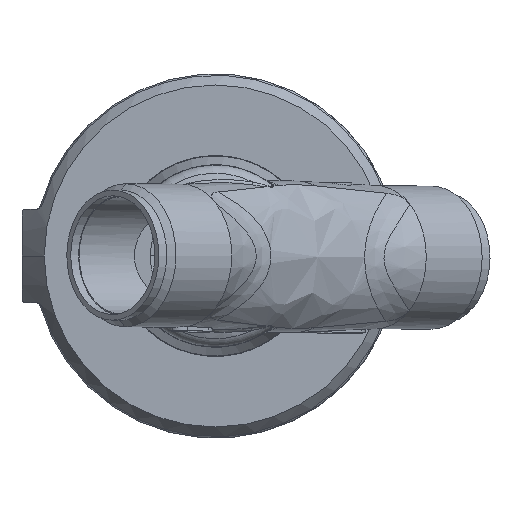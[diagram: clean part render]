
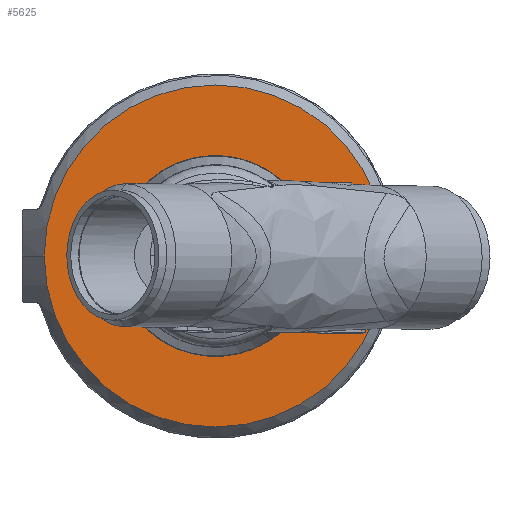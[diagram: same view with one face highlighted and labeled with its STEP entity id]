
A CAD part, front view. The second image highlights one B-rep face of the part: STEP entity #5625.
In plain terms, the highlighted planar face has unit normal (0, -1, 0).
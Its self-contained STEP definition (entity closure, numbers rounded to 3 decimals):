
#250 = ORIENTED_EDGE ( 'NONE', *, *, #18443, .F. ) ;
#851 = CARTESIAN_POINT ( 'NONE',  ( -13.44, -13.763, 0. ) ) ;
#911 = DIRECTION ( 'NONE',  ( 0., 0., -1. ) ) ;
#1184 = AXIS2_PLACEMENT_3D ( 'NONE', #14413, #3663, #5200 ) ;
#1759 = DIRECTION ( 'NONE',  ( 0., 0., -1. ) ) ;
#1854 = CARTESIAN_POINT ( 'NONE',  ( -38.332, -13.763, 0. ) ) ;
#2329 = AXIS2_PLACEMENT_3D ( 'NONE', #9368, #15635, #1759 ) ;
#2510 = DIRECTION ( 'NONE',  ( 0., -1., 0. ) ) ;
#2932 = ORIENTED_EDGE ( 'NONE', *, *, #7857, .T. ) ;
#3444 = CIRCLE ( 'NONE', #7146, 19.509 ) ;
#3663 = DIRECTION ( 'NONE',  ( 0., -1., 0. ) ) ;
#4130 = CARTESIAN_POINT ( 'NONE',  ( -13.44, -13.763, 0. ) ) ;
#5200 = DIRECTION ( 'NONE',  ( 0., 0., -1. ) ) ;
#5412 = DIRECTION ( 'NONE',  ( 0., 0., 1. ) ) ;
#5625 = ADVANCED_FACE ( 'NONE', ( #19441, #18703 ), #14699, .F. ) ;
#5772 = CARTESIAN_POINT ( 'NONE',  ( -13.44, -13.763, -46.009 ) ) ;
#6059 = CIRCLE ( 'NONE', #2329, 46.009 ) ;
#6520 = CARTESIAN_POINT ( 'NONE',  ( -13.44, -13.763, -19.509 ) ) ;
#6904 = DIRECTION ( 'NONE',  ( 0., -1., 0. ) ) ;
#7146 = AXIS2_PLACEMENT_3D ( 'NONE', #4130, #2510, #911 ) ;
#7696 = EDGE_LOOP ( 'NONE', ( #2932, #16499 ) ) ;
#7857 = EDGE_CURVE ( 'NONE', #14052, #13763, #19634, .T. ) ;
#8499 = ORIENTED_EDGE ( 'NONE', *, *, #10327, .F. ) ;
#8978 = CIRCLE ( 'NONE', #1184, 19.509 ) ;
#9079 = EDGE_LOOP ( 'NONE', ( #8499, #250 ) ) ;
#9154 = AXIS2_PLACEMENT_3D ( 'NONE', #1854, #14630, #5412 ) ;
#9365 = CARTESIAN_POINT ( 'NONE',  ( -13.44, -13.763, 19.509 ) ) ;
#9368 = CARTESIAN_POINT ( 'NONE',  ( -13.44, -13.763, 0. ) ) ;
#9437 = VERTEX_POINT ( 'NONE', #9365 ) ;
#10130 = CARTESIAN_POINT ( 'NONE',  ( -13.44, -13.763, 46.009 ) ) ;
#10327 = EDGE_CURVE ( 'NONE', #16804, #9437, #8978, .T. ) ;
#13421 = EDGE_CURVE ( 'NONE', #13763, #14052, #6059, .T. ) ;
#13522 = AXIS2_PLACEMENT_3D ( 'NONE', #851, #6904, #17678 ) ;
#13763 = VERTEX_POINT ( 'NONE', #5772 ) ;
#14052 = VERTEX_POINT ( 'NONE', #10130 ) ;
#14413 = CARTESIAN_POINT ( 'NONE',  ( -13.44, -13.763, 0. ) ) ;
#14630 = DIRECTION ( 'NONE',  ( 0., 1., 0. ) ) ;
#14699 = PLANE ( 'NONE',  #9154 ) ;
#15635 = DIRECTION ( 'NONE',  ( 0., -1., 0. ) ) ;
#16499 = ORIENTED_EDGE ( 'NONE', *, *, #13421, .T. ) ;
#16804 = VERTEX_POINT ( 'NONE', #6520 ) ;
#17678 = DIRECTION ( 'NONE',  ( 0., 0., -1. ) ) ;
#18443 = EDGE_CURVE ( 'NONE', #9437, #16804, #3444, .T. ) ;
#18703 = FACE_OUTER_BOUND ( 'NONE', #7696, .T. ) ;
#19441 = FACE_BOUND ( 'NONE', #9079, .T. ) ;
#19634 = CIRCLE ( 'NONE', #13522, 46.009 ) ;
